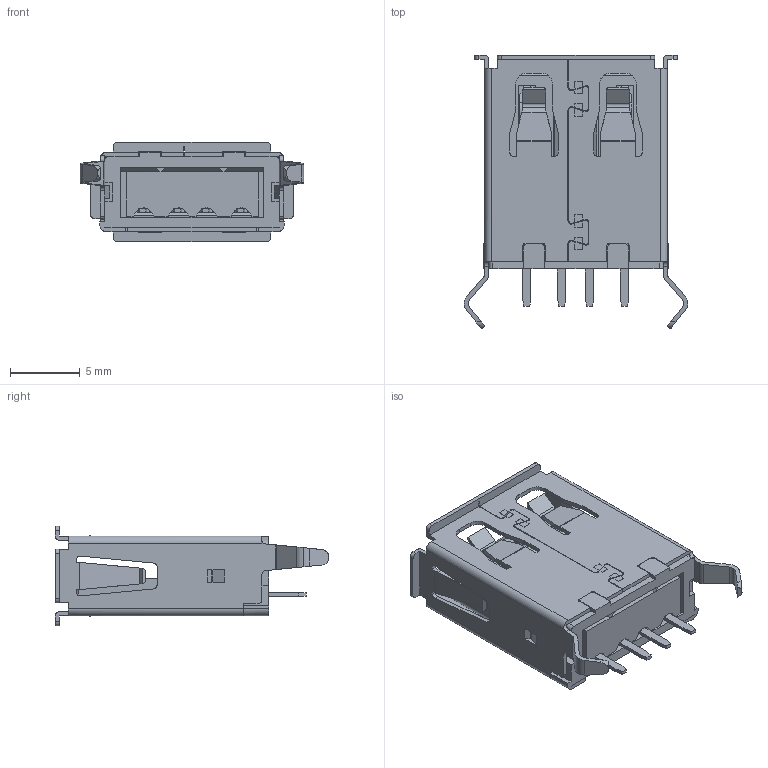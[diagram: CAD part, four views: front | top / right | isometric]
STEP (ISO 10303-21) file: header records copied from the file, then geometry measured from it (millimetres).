
FILE_DESCRIPTION(('CATIA V5 STEP Exchange','CAx-IF Rec.Pracs.--- Model Styling and Organization---1.4--- 2014-01-23'),'2;1');
FILE_NAME ('437149-2_0_1985910000_1985910000.stp','2018-12-18T11:53:31+00:00',('none'),('Weidmueller'),'CATIA Version 5-6 Release 2016 SP3 HF44','CATIA V5 STEP AP214','none');
FILE_SCHEMA(('AUTOMOTIVE_DESIGN { 1 0 10303 214 1 1 1 1 }'));
Length unit declared in the file: millimetre
Products named in the file (1): 1985910000
Bounding box: 16 x 19.6 x 7.12 mm (x, y, z)
Volume: 608.4 mm3; surface area: 1983.7 mm2
Topology: 1 solids, 13 shells, 864 faces, 2620 edges, 1726 vertices
Faces by surface type: plane 653, cylinder 211
Entity records: 30136 total; most frequent: CARTESIAN_POINT 7216, ORIENTED_EDGE 5240, DIRECTION 4017, EDGE_CURVE 2620, VECTOR 2122, LINE 2122, VERTEX_POINT 1726, AXIS2_PLACEMENT_3D 1076
